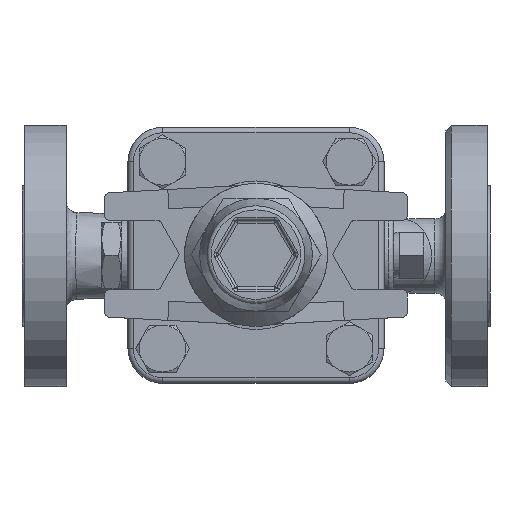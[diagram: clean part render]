
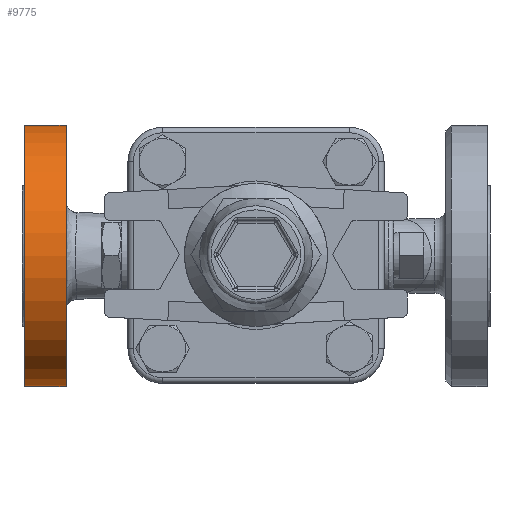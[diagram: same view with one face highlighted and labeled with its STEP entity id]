
A CAD part, top view. The second image highlights one B-rep face of the part: STEP entity #9775.
In plain terms, the highlighted cylindrical face has radius 47.5 mm (diameter 95 mm), a full revolution.
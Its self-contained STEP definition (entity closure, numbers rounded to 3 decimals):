
#1432=CYLINDRICAL_SURFACE('',#10781,47.5);
#2132=FACE_BOUND('',#3475,.T.);
#2741=FACE_OUTER_BOUND('',#3474,.T.);
#3474=EDGE_LOOP('',(#9011));
#3475=EDGE_LOOP('',(#9012));
#3537=CIRCLE('',#9824,47.5);
#3987=CIRCLE('',#10772,47.5);
#4031=VERTEX_POINT('',#13733);
#4874=VERTEX_POINT('',#29013);
#4916=EDGE_CURVE('',#4031,#4031,#3537,.T.);
#6273=EDGE_CURVE('',#4874,#4874,#3987,.T.);
#9011=ORIENTED_EDGE('',*,*,#6273,.T.);
#9012=ORIENTED_EDGE('',*,*,#4916,.F.);
#9775=ADVANCED_FACE('',(#2741,#2132),#1432,.T.);
#9824=AXIS2_PLACEMENT_3D('',#13734,#10861,#10862);
#10772=AXIS2_PLACEMENT_3D('',#29014,#13252,#13253);
#10781=AXIS2_PLACEMENT_3D('',#29027,#13270,#13271);
#10861=DIRECTION('center_axis',(1.,0.,0.));
#10862=DIRECTION('ref_axis',(0.,0.,1.));
#13252=DIRECTION('center_axis',(1.,0.,0.));
#13253=DIRECTION('ref_axis',(0.,0.,1.));
#13270=DIRECTION('center_axis',(-1.,0.,0.));
#13271=DIRECTION('ref_axis',(0.,0.,1.));
#13733=CARTESIAN_POINT('',(-69.,0.,-1.));
#13734=CARTESIAN_POINT('Origin',(-69.,0.,46.5));
#29013=CARTESIAN_POINT('',(-84.,0.,-1.));
#29014=CARTESIAN_POINT('Origin',(-84.,0.,46.5));
#29027=CARTESIAN_POINT('Origin',(-85.,0.,46.5));
